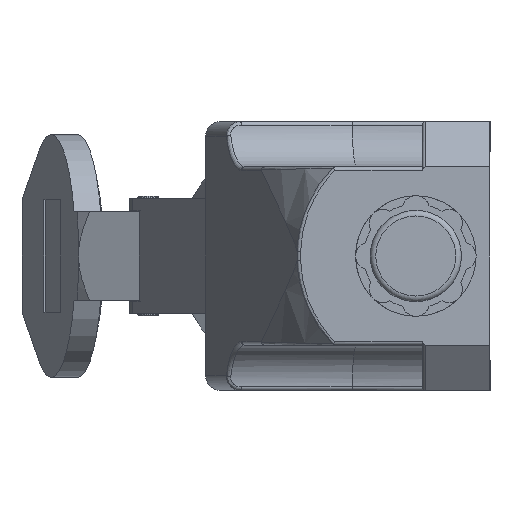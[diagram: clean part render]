
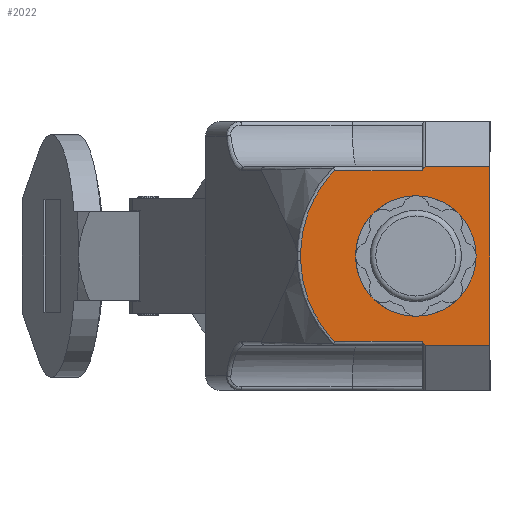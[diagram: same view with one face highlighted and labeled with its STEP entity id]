
A CAD part, left-side view. The second image highlights one B-rep face of the part: STEP entity #2022.
In plain terms, the highlighted planar face has unit normal (-1, 0, 0).
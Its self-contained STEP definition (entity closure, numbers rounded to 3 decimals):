
#63=ELLIPSE('',#8892,1.667,1.);
#64=ELLIPSE('',#8893,1.667,1.);
#106=B_SPLINE_CURVE_WITH_KNOTS('',3,(#12639,#12640,#12641,#12642,#12643,
#12644),.UNSPECIFIED.,.F.,.F.,(4,2,4),(0.,0.5,1.),.UNSPECIFIED.);
#107=B_SPLINE_CURVE_WITH_KNOTS('',3,(#12657,#12658,#12659,#12660,#12661,
#12662),.UNSPECIFIED.,.F.,.F.,(4,2,4),(0.,0.5,1.),.UNSPECIFIED.);
#283=LINE('',#12479,#2607);
#334=LINE('',#12636,#2658);
#335=LINE('',#12646,#2659);
#336=LINE('',#12650,#2660);
#337=LINE('',#12651,#2661);
#338=LINE('',#12655,#2662);
#1324=PLANE('',#8894);
#2022=ADVANCED_FACE('',(#3286,#3287),#1324,.F.);
#2607=VECTOR('',#9898,1.);
#2658=VECTOR('',#9985,1.);
#2659=VECTOR('',#9986,1.);
#2660=VECTOR('',#9989,1.);
#2661=VECTOR('',#9990,1.);
#2662=VECTOR('',#9993,1.);
#3286=FACE_BOUND('',#3527,.T.);
#3287=FACE_BOUND('',#3528,.T.);
#3527=EDGE_LOOP('',(#4340));
#3528=EDGE_LOOP('',(#4341,#4342,#4343,#4344,#4345,#4346,#4347,#4348,#4349,
#4350));
#4340=ORIENTED_EDGE('',*,*,#7465,.T.);
#4341=ORIENTED_EDGE('',*,*,#7466,.T.);
#4342=ORIENTED_EDGE('',*,*,#7467,.T.);
#4343=ORIENTED_EDGE('',*,*,#7468,.T.);
#4344=ORIENTED_EDGE('',*,*,#7469,.T.);
#4345=ORIENTED_EDGE('',*,*,#7470,.T.);
#4346=ORIENTED_EDGE('',*,*,#7398,.T.);
#4347=ORIENTED_EDGE('',*,*,#7471,.F.);
#4348=ORIENTED_EDGE('',*,*,#7472,.F.);
#4349=ORIENTED_EDGE('',*,*,#7473,.F.);
#4350=ORIENTED_EDGE('',*,*,#7474,.F.);
#6558=VERTEX_POINT('',#12480);
#6559=VERTEX_POINT('',#12481);
#6625=VERTEX_POINT('',#12635);
#6626=VERTEX_POINT('',#12637);
#6627=VERTEX_POINT('',#12638);
#6628=VERTEX_POINT('',#12645);
#6629=VERTEX_POINT('',#12647);
#6630=VERTEX_POINT('',#12649);
#6631=VERTEX_POINT('',#12652);
#6632=VERTEX_POINT('',#12654);
#6633=VERTEX_POINT('',#12656);
#7398=EDGE_CURVE('',#6558,#6559,#283,.T.);
#7465=EDGE_CURVE('',#6625,#6625,#8489,.T.);
#7466=EDGE_CURVE('',#6626,#6627,#334,.T.);
#7467=EDGE_CURVE('',#6627,#6628,#106,.T.);
#7468=EDGE_CURVE('',#6628,#6629,#335,.T.);
#7469=EDGE_CURVE('',#6629,#6630,#63,.T.);
#7470=EDGE_CURVE('',#6630,#6558,#336,.T.);
#7471=EDGE_CURVE('',#6631,#6559,#337,.T.);
#7472=EDGE_CURVE('',#6632,#6631,#64,.T.);
#7473=EDGE_CURVE('',#6633,#6632,#338,.T.);
#7474=EDGE_CURVE('',#6626,#6633,#107,.T.);
#8489=CIRCLE('',#8891,16.);
#8891=AXIS2_PLACEMENT_3D('',#12634,#9983,#9984);
#8892=AXIS2_PLACEMENT_3D('',#12648,#9987,#9988);
#8893=AXIS2_PLACEMENT_3D('',#12653,#9991,#9992);
#8894=AXIS2_PLACEMENT_3D('',#12663,#9994,#9995);
#9898=DIRECTION('',(0.,0.,1.));
#9983=DIRECTION('',(1.,0.,0.));
#9984=DIRECTION('',(0.,1.,0.));
#9985=DIRECTION('',(0.,0.,-1.));
#9986=DIRECTION('',(0.,-1.,0.));
#9987=DIRECTION('',(-1.,0.,0.));
#9988=DIRECTION('',(0.,0.,1.));
#9989=DIRECTION('',(0.,-1.,0.));
#9990=DIRECTION('',(0.,-1.,0.));
#9991=DIRECTION('',(1.,0.,0.));
#9992=DIRECTION('',(0.,0.,-1.));
#9993=DIRECTION('',(0.,-1.,0.));
#9994=DIRECTION('',(1.,0.,0.));
#9995=DIRECTION('',(0.,1.,0.));
#12479=CARTESIAN_POINT('',(0.,0.,0.));
#12480=CARTESIAN_POINT('',(0.,0.,-59.4));
#12481=CARTESIAN_POINT('',(0.,0.,-12.));
#12634=CARTESIAN_POINT('',(0.,19.7,-35.7));
#12635=CARTESIAN_POINT('',(0.,35.7,-35.7));
#12636=CARTESIAN_POINT('',(0.,50.289,0.));
#12637=CARTESIAN_POINT('',(0.,50.289,-34.454));
#12638=CARTESIAN_POINT('',(0.,50.289,-36.946));
#12639=CARTESIAN_POINT('',(0.,50.289,-36.946));
#12640=CARTESIAN_POINT('',(0.,50.183,-40.949));
#12641=CARTESIAN_POINT('',(0.,49.333,-44.852));
#12642=CARTESIAN_POINT('',(0.,46.241,-52.188));
#12643=CARTESIAN_POINT('',(0.,44.036,-55.527));
#12644=CARTESIAN_POINT('',(0.,41.257,-58.4));
#12645=CARTESIAN_POINT('',(0.,41.257,-58.4));
#12646=CARTESIAN_POINT('',(0.,17.,-58.4));
#12647=CARTESIAN_POINT('',(0.,17.917,-58.4));
#12648=CARTESIAN_POINT('',(0.,17.,-57.733));
#12649=CARTESIAN_POINT('',(0.,17.,-59.4));
#12650=CARTESIAN_POINT('',(0.,0.,-59.4));
#12651=CARTESIAN_POINT('',(0.,0.,-12.));
#12652=CARTESIAN_POINT('',(0.,17.,-12.));
#12653=CARTESIAN_POINT('',(0.,17.,-13.667));
#12654=CARTESIAN_POINT('',(0.,17.917,-13.));
#12655=CARTESIAN_POINT('',(0.,17.,-13.));
#12656=CARTESIAN_POINT('',(0.,41.257,-13.));
#12657=CARTESIAN_POINT('',(0.,50.289,-34.454));
#12658=CARTESIAN_POINT('',(0.,50.183,-30.451));
#12659=CARTESIAN_POINT('',(0.,49.333,-26.548));
#12660=CARTESIAN_POINT('',(0.,46.241,-19.212));
#12661=CARTESIAN_POINT('',(0.,44.036,-15.873));
#12662=CARTESIAN_POINT('',(0.,41.257,-13.));
#12663=CARTESIAN_POINT('',(0.,0.,0.));
